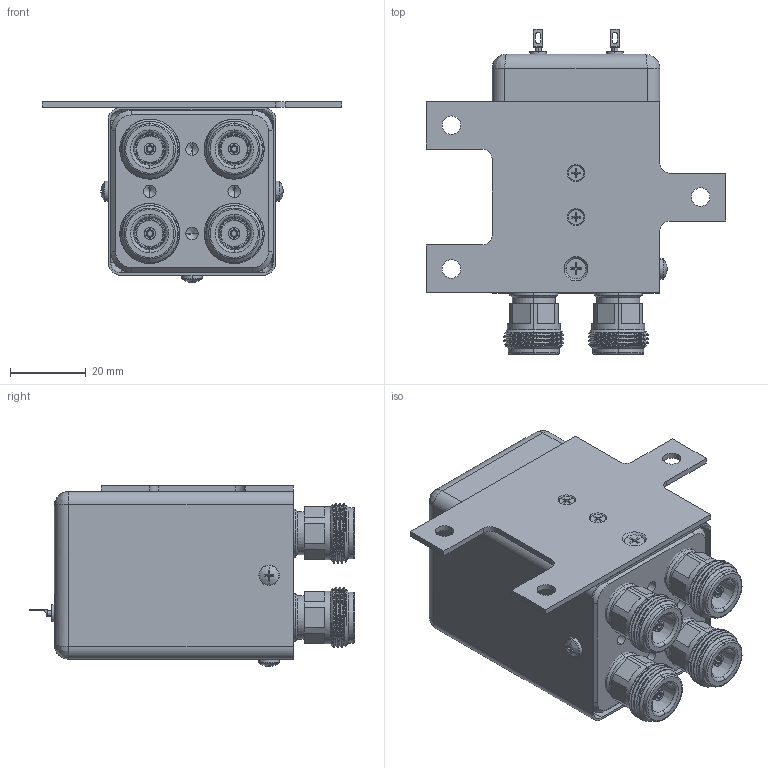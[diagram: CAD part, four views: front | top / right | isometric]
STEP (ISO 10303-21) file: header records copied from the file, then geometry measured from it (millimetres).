
FILE_DESCRIPTION (( 'STEP AP214' ), '1' );
FILE_NAME ('FMSW6553_3D.step', '2023-02-16T17:50:25', ( '' ), ( '' ), 'SwSTEP 2.0', 'SolidWorks 2022', '' );
FILE_SCHEMA (( 'AUTOMOTIVE_DESIGN' ));
Length unit declared in the file: inch
Products named in the file (10): B2202100X; A12075Y05_-402; B22061003(¥¼§¹¦¨)_-2h; NEW N connector; FMSW6553_3D; A12075Y04_-401; B22064002; R040691-e360_-03_2; A12075Y05_-202; LABEL ILS-100-02
Assembly tree (16 placements, depth 2):
  FMSW6553_3D
    B2202100X
    NEW N connector  x4
    B22061003(¥¼§¹¦¨)_-2h
    B22064002
    R040691-e360_-03_2  x2
    A12075Y05_-402
    A12075Y04_-401  x3
    A12075Y05_-202  x2
    LABEL ILS-100-02
Bounding box: 79.25 x 86.11 x 47.86 mm (x, y, z)
Volume: 41612.5 mm3; surface area: 48965.9 mm2
Topology: 16 solids, 16 shells, 1087 faces, 2813 edges, 1803 vertices
Faces by surface type: plane 489, cylinder 270, bspline 188, cone 140
Entity records: 29999 total; most frequent: CARTESIAN_POINT 9721, ORIENTED_EDGE 3500, DIRECTION 3043, EDGE_CURVE 1750, VERTEX_POINT 1145, LINE 1095, VECTOR 1095, AXIS2_PLACEMENT_3D 974
